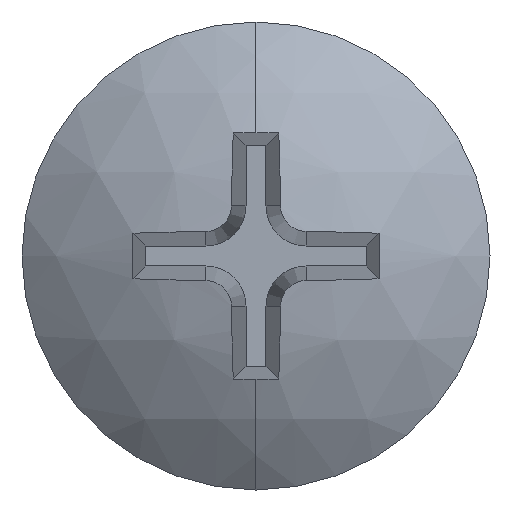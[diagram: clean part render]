
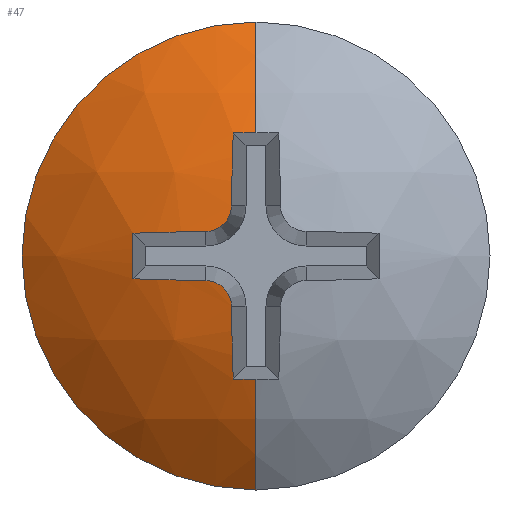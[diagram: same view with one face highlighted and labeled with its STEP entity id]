
A CAD part, left-side view. The second image highlights one B-rep face of the part: STEP entity #47.
In plain terms, the highlighted spherical face has radius 4.368 mm.
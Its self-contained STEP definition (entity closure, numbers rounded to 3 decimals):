
#47=ADVANCED_FACE('',(#176),#177,.T.);
#176=FACE_OUTER_BOUND('',#431,.T.);
#177=SPHERICAL_SURFACE('',#432,4.368);
#431=EDGE_LOOP('',(#692,#693,#694,#695,#696,#697,#698,#699,#700,#701,#702,#703,#704));
#432=AXIS2_PLACEMENT_3D('',#705,#706,#707);
#692=ORIENTED_EDGE('',*,*,#1750,.F.);
#693=ORIENTED_EDGE('',*,*,#1746,.F.);
#694=ORIENTED_EDGE('',*,*,#1751,.F.);
#695=ORIENTED_EDGE('',*,*,#1752,.F.);
#696=ORIENTED_EDGE('',*,*,#1753,.T.);
#697=ORIENTED_EDGE('',*,*,#1754,.T.);
#698=ORIENTED_EDGE('',*,*,#1755,.T.);
#699=ORIENTED_EDGE('',*,*,#1756,.T.);
#700=ORIENTED_EDGE('',*,*,#1757,.T.);
#701=ORIENTED_EDGE('',*,*,#1758,.T.);
#702=ORIENTED_EDGE('',*,*,#1759,.T.);
#703=ORIENTED_EDGE('',*,*,#1760,.T.);
#704=ORIENTED_EDGE('',*,*,#1761,.T.);
#705=CARTESIAN_POINT('',(1.968,0.0,0.0));
#706=DIRECTION('',(0.0,0.0,1.0));
#707=DIRECTION('',(1.0,0.0,0.0));
#1746=EDGE_CURVE('',#2085,#2088,#2089,.T.);
#1750=EDGE_CURVE('',#2088,#2095,#2096,.T.);
#1751=EDGE_CURVE('',#2097,#2085,#2098,.T.);
#1752=EDGE_CURVE('',#2099,#2097,#2100,.T.);
#1753=EDGE_CURVE('',#2099,#2101,#2102,.T.);
#1754=EDGE_CURVE('',#2101,#2103,#2104,.T.);
#1755=EDGE_CURVE('',#2103,#2105,#2106,.T.);
#1756=EDGE_CURVE('',#2105,#2107,#2108,.T.);
#1757=EDGE_CURVE('',#2107,#2109,#2110,.T.);
#1758=EDGE_CURVE('',#2109,#2111,#2112,.T.);
#1759=EDGE_CURVE('',#2111,#2113,#2114,.T.);
#1760=EDGE_CURVE('',#2113,#2115,#2116,.T.);
#1761=EDGE_CURVE('',#2115,#2095,#2117,.T.);
#2085=VERTEX_POINT('',#2641);
#2088=VERTEX_POINT('',#2645);
#2089=CIRCLE('',#2646,2.8);
#2095=VERTEX_POINT('',#2653);
#2096=CIRCLE('',#2654,4.368);
#2097=VERTEX_POINT('',#2655);
#2098=CIRCLE('',#2656,2.8);
#2099=VERTEX_POINT('',#2657);
#2100=CIRCLE('',#2658,4.368);
#2101=VERTEX_POINT('',#2659);
#2102=CIRCLE('',#2660,4.239);
#2103=VERTEX_POINT('',#2661);
#2104=CIRCLE('',#2662,4.366);
#2105=VERTEX_POINT('',#2663);
#2106=B_SPLINE_CURVE_WITH_KNOTS('',3,(#2664,#2665,#2666,#2667,#2668,#2669,#2670,#2671,#2672,#2673,#2674,#2675,#2676,#2677),.UNSPECIFIED.,.F.,.F.,(4,2,2,2,2,2,4),(0.357,0.475,0.591,0.706,0.821,0.936,1.054),.UNSPECIFIED.);
#2107=VERTEX_POINT('',#2678);
#2108=CIRCLE('',#2679,4.366);
#2109=VERTEX_POINT('',#2680);
#2110=CIRCLE('',#2681,4.239);
#2111=VERTEX_POINT('',#2682);
#2112=CIRCLE('',#2683,4.366);
#2113=VERTEX_POINT('',#2684);
#2114=B_SPLINE_CURVE_WITH_KNOTS('',3,(#2685,#2686,#2687,#2688,#2689,#2690,#2691,#2692,#2693,#2694,#2695,#2696,#2697,#2698,#2699),.UNSPECIFIED.,.F.,.F.,(4,3,2,2,2,2,4),(-0.118,0.0,0.115,0.231,0.346,0.461,0.579),.UNSPECIFIED.);
#2115=VERTEX_POINT('',#2700);
#2116=CIRCLE('',#2701,4.366);
#2117=CIRCLE('',#2702,4.239);
#2641=CARTESIAN_POINT('',(-1.385,2.8,0.0));
#2645=CARTESIAN_POINT('',(-1.385,0.,2.8));
#2646=AXIS2_PLACEMENT_3D('',#5377,#5378,#5379);
#2653=CARTESIAN_POINT('',(-2.144,0.,1.473));
#2654=AXIS2_PLACEMENT_3D('',#5387,#5388,#5389);
#2655=CARTESIAN_POINT('',(-1.385,0.,-2.8));
#2656=AXIS2_PLACEMENT_3D('',#5390,#5391,#5392);
#2657=CARTESIAN_POINT('',(-2.144,0.,-1.473));
#2658=AXIS2_PLACEMENT_3D('',#5393,#5394,#5395);
#2659=CARTESIAN_POINT('',(-2.135,0.272,-1.472));
#2660=AXIS2_PLACEMENT_3D('',#5396,#5397,#5398);
#2661=CARTESIAN_POINT('',(-2.349,0.294,-0.6));
#2662=AXIS2_PLACEMENT_3D('',#5399,#5400,#5401);
#2663=CARTESIAN_POINT('',(-2.349,0.6,-0.294));
#2664=CARTESIAN_POINT('',(-2.329,0.316,-0.719));
#2665=CARTESIAN_POINT('',(-2.336,0.3,-0.68));
#2666=CARTESIAN_POINT('',(-2.343,0.293,-0.639));
#2667=CARTESIAN_POINT('',(-2.354,0.294,-0.562));
#2668=CARTESIAN_POINT('',(-2.358,0.302,-0.521));
#2669=CARTESIAN_POINT('',(-2.364,0.334,-0.446));
#2670=CARTESIAN_POINT('',(-2.366,0.358,-0.412));
#2671=CARTESIAN_POINT('',(-2.366,0.412,-0.358));
#2672=CARTESIAN_POINT('',(-2.364,0.446,-0.334));
#2673=CARTESIAN_POINT('',(-2.358,0.521,-0.302));
#2674=CARTESIAN_POINT('',(-2.354,0.562,-0.294));
#2675=CARTESIAN_POINT('',(-2.343,0.639,-0.293));
#2676=CARTESIAN_POINT('',(-2.336,0.68,-0.3));
#2677=CARTESIAN_POINT('',(-2.329,0.719,-0.316));
#2678=CARTESIAN_POINT('',(-2.135,1.472,-0.272));
#2679=AXIS2_PLACEMENT_3D('',#5402,#5403,#5404);
#2680=CARTESIAN_POINT('',(-2.135,1.472,0.272));
#2681=AXIS2_PLACEMENT_3D('',#5405,#5406,#5407);
#2682=CARTESIAN_POINT('',(-2.349,0.6,0.294));
#2683=AXIS2_PLACEMENT_3D('',#5408,#5409,#5410);
#2684=CARTESIAN_POINT('',(-2.349,0.294,0.6));
#2685=CARTESIAN_POINT('',(-2.329,0.719,0.316));
#2686=CARTESIAN_POINT('',(-2.336,0.68,0.3));
#2687=CARTESIAN_POINT('',(-2.343,0.639,0.293));
#2688=CARTESIAN_POINT('',(-2.349,0.6,0.294));
#2689=CARTESIAN_POINT('',(-2.354,0.562,0.294));
#2690=CARTESIAN_POINT('',(-2.358,0.521,0.302));
#2691=CARTESIAN_POINT('',(-2.364,0.446,0.334));
#2692=CARTESIAN_POINT('',(-2.366,0.412,0.358));
#2693=CARTESIAN_POINT('',(-2.366,0.358,0.412));
#2694=CARTESIAN_POINT('',(-2.364,0.334,0.446));
#2695=CARTESIAN_POINT('',(-2.358,0.302,0.521));
#2696=CARTESIAN_POINT('',(-2.354,0.294,0.562));
#2697=CARTESIAN_POINT('',(-2.343,0.293,0.639));
#2698=CARTESIAN_POINT('',(-2.336,0.3,0.68));
#2699=CARTESIAN_POINT('',(-2.329,0.316,0.719));
#2700=CARTESIAN_POINT('',(-2.135,0.272,1.472));
#2701=AXIS2_PLACEMENT_3D('',#5411,#5412,#5413);
#2702=AXIS2_PLACEMENT_3D('',#5414,#5415,#5416);
#5377=CARTESIAN_POINT('',(-1.385,0.0,0.0));
#5378=DIRECTION('',(1.0,0.0,0.0));
#5379=DIRECTION('',(0.0,1.0,0.0));
#5387=CARTESIAN_POINT('',(1.968,0.0,0.0));
#5388=DIRECTION('',(0.,-1.0,0.0));
#5389=DIRECTION('',(0.0,0.0,1.0));
#5390=CARTESIAN_POINT('',(-1.385,0.0,0.0));
#5391=DIRECTION('',(1.0,0.0,0.0));
#5392=DIRECTION('',(0.0,1.0,0.0));
#5393=CARTESIAN_POINT('',(1.968,0.0,0.0));
#5394=DIRECTION('',(0.,-1.0,0.0));
#5395=DIRECTION('',(0.0,0.0,1.0));
#5396=CARTESIAN_POINT('',(2.073,0.0,-1.05));
#5397=DIRECTION('',(0.1,0.0,-0.995));
#5398=DIRECTION('',(0.0,-1.0,0.0));
#5399=CARTESIAN_POINT('',(1.954,-0.138,0.));
#5400=DIRECTION('',(0.1,0.995,0.));
#5401=DIRECTION('',(0.0,0.,-1.0));
#5402=CARTESIAN_POINT('',(1.954,0.,0.138));
#5403=DIRECTION('',(0.1,0.,-0.995));
#5404=DIRECTION('',(0.0,-1.0,0.));
#5405=CARTESIAN_POINT('',(2.073,1.05,0.));
#5406=DIRECTION('',(0.1,0.995,0.));
#5407=DIRECTION('',(0.,0.,-1.0));
#5408=CARTESIAN_POINT('',(1.954,0.,-0.138));
#5409=DIRECTION('',(0.1,0.,0.995));
#5410=DIRECTION('',(0.0,1.0,0.));
#5411=CARTESIAN_POINT('',(1.954,-0.138,0.));
#5412=DIRECTION('',(0.1,0.995,0.));
#5413=DIRECTION('',(0.0,0.,-1.0));
#5414=CARTESIAN_POINT('',(2.073,0.0,1.05));
#5415=DIRECTION('',(0.1,-0.0,0.995));
#5416=DIRECTION('',(0.0,1.0,0.0));
